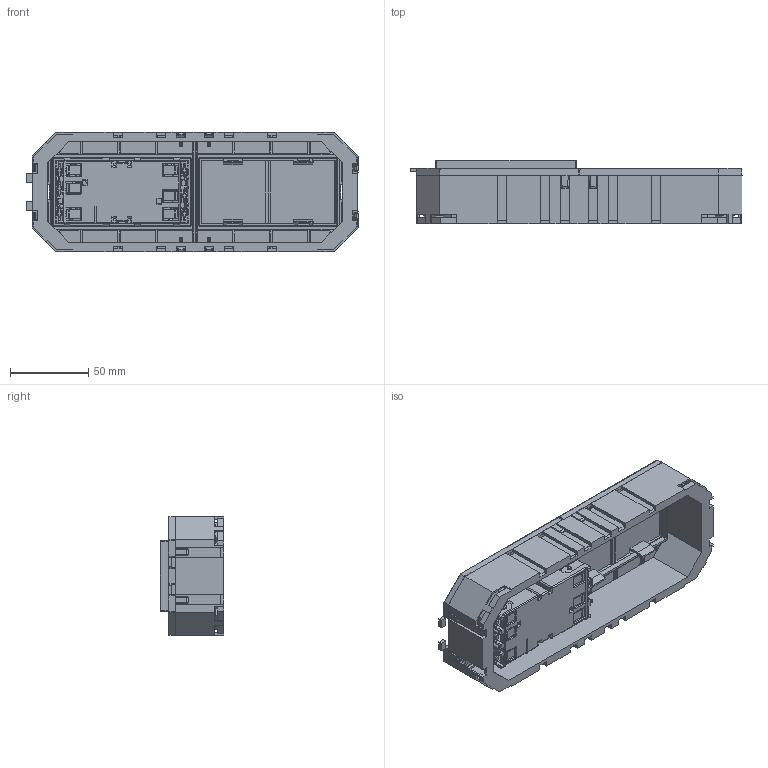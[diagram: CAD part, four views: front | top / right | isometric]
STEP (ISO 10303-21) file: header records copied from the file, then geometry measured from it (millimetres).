
FILE_DESCRIPTION (( 'STEP AP214' ), '1' );
FILE_NAME ('7404674_KSTP1.stp', '2025-10-01T13:24:54', ( '' ), ( '' ), 'SwSTEP 2.0', 'SolidWorks 2024', '' );
FILE_SCHEMA (( 'AUTOMOTIVE_DESIGN' ));
Length unit declared in the file: millimetre
Products named in the file (7): 072941_Standard; 30324E_Standard; 073041_Standard; 072099_Standard; 7404674_KSTP1; 072095_Standard; 071659_Standard
Assembly tree (8 placements, depth 3):
  7404674_KSTP1
    072941_Standard
    073041_Standard
      072099_Standard
      072095_Standard
    071659_Standard  x2
    30324E_Standard  x2
Bounding box: 211.9 x 40.55 x 76 mm (x, y, z)
Volume: 125007 mm3; surface area: 162171.7 mm2
Topology: 9 solids, 9 shells, 4803 faces, 12994 edges, 7986 vertices
Faces by surface type: plane 2353, cylinder 1772, bspline 468, sphere 98, cone 60, torus 52
Entity records: 149068 total; most frequent: CARTESIAN_POINT 49117, ORIENTED_EDGE 22546, DIRECTION 18579, EDGE_CURVE 11273, LINE 7533, VECTOR 7533, VERTEX_POINT 7077, AXIS2_PLACEMENT_3D 5523
